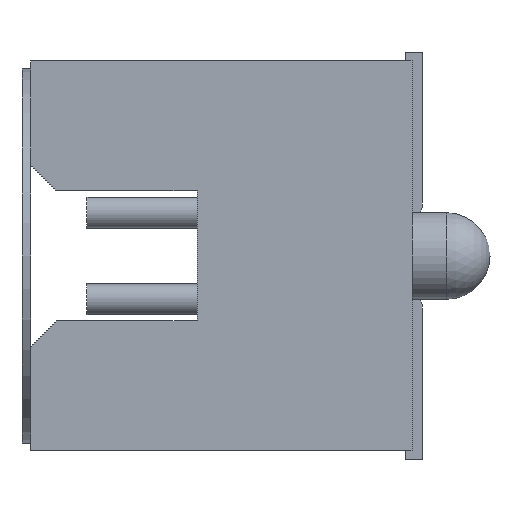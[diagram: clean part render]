
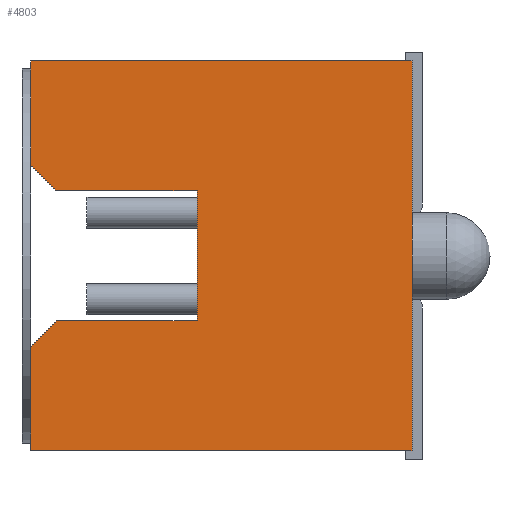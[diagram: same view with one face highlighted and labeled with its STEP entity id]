
A CAD part, left-side view. The second image highlights one B-rep face of the part: STEP entity #4803.
In plain terms, the highlighted planar face has unit normal (-1, 0, 0).
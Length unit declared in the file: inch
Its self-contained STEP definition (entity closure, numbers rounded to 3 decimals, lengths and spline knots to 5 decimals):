
#460=LINE('',#7777,#1001);
#465=LINE('',#7788,#1006);
#467=LINE('',#7792,#1008);
#478=LINE('',#7816,#1019);
#488=LINE('',#7837,#1029);
#491=LINE('',#7843,#1032);
#492=LINE('',#7844,#1033);
#493=LINE('',#7845,#1034);
#494=LINE('',#7846,#1035);
#495=LINE('',#7847,#1036);
#496=LINE('',#7849,#1037);
#1001=VECTOR('',#6403,39.37008);
#1006=VECTOR('',#6410,39.37008);
#1008=VECTOR('',#6414,39.37008);
#1019=VECTOR('',#6427,39.37008);
#1029=VECTOR('',#6439,39.37008);
#1032=VECTOR('',#6444,39.37008);
#1033=VECTOR('',#6445,39.37008);
#1034=VECTOR('',#6446,39.37008);
#1035=VECTOR('',#6447,39.37008);
#1036=VECTOR('',#6448,39.37008);
#1037=VECTOR('',#6449,39.37008);
#1283=PLANE('',#5228);
#2470=ORIENTED_EDGE('',*,*,#3250,.T.);
#2471=ORIENTED_EDGE('',*,*,#3226,.T.);
#2472=ORIENTED_EDGE('',*,*,#3251,.F.);
#2473=ORIENTED_EDGE('',*,*,#3224,.F.);
#2474=ORIENTED_EDGE('',*,*,#3252,.T.);
#2475=ORIENTED_EDGE('',*,*,#3237,.F.);
#2476=ORIENTED_EDGE('',*,*,#3253,.T.);
#2477=ORIENTED_EDGE('',*,*,#3219,.T.);
#2478=ORIENTED_EDGE('',*,*,#3254,.T.);
#2479=ORIENTED_EDGE('',*,*,#3255,.F.);
#2480=ORIENTED_EDGE('',*,*,#3247,.F.);
#3219=EDGE_CURVE('',#3717,#3715,#460,.T.);
#3224=EDGE_CURVE('',#3721,#3722,#465,.T.);
#3226=EDGE_CURVE('',#3723,#3724,#467,.T.);
#3237=EDGE_CURVE('',#3734,#3735,#478,.T.);
#3247=EDGE_CURVE('',#3744,#3745,#488,.T.);
#3250=EDGE_CURVE('',#3744,#3723,#491,.T.);
#3251=EDGE_CURVE('',#3722,#3724,#492,.T.);
#3252=EDGE_CURVE('',#3721,#3735,#493,.T.);
#3253=EDGE_CURVE('',#3734,#3717,#494,.T.);
#3254=EDGE_CURVE('',#3715,#3747,#495,.T.);
#3255=EDGE_CURVE('',#3745,#3747,#496,.T.);
#3715=VERTEX_POINT('',#7775);
#3717=VERTEX_POINT('',#7778);
#3721=VERTEX_POINT('',#7787);
#3722=VERTEX_POINT('',#7789);
#3723=VERTEX_POINT('',#7793);
#3724=VERTEX_POINT('',#7794);
#3734=VERTEX_POINT('',#7815);
#3735=VERTEX_POINT('',#7817);
#3744=VERTEX_POINT('',#7836);
#3745=VERTEX_POINT('',#7838);
#3747=VERTEX_POINT('',#7848);
#4173=EDGE_LOOP('',(#2470,#2471,#2472,#2473,#2474,#2475,#2476,#2477,#2478,
#2479,#2480));
#4477=FACE_BOUND('',#4173,.T.);
#4803=ADVANCED_FACE('',(#4477),#1283,.F.);
#5228=AXIS2_PLACEMENT_3D('',#7842,#6442,#6443);
#6403=DIRECTION('',(0.,0.,1.));
#6410=DIRECTION('',(0.,-1.,0.));
#6414=DIRECTION('',(0.,-1.,0.));
#6427=DIRECTION('',(0.,0.,1.));
#6439=DIRECTION('',(0.,0.,1.));
#6442=DIRECTION('',(1.,0.,0.));
#6443=DIRECTION('',(0.,0.,-1.));
#6444=DIRECTION('',(0.,-0.707,-0.707));
#6445=DIRECTION('',(0.,0.,1.));
#6446=DIRECTION('',(0.,0.707,-0.707));
#6447=DIRECTION('',(0.,-1.,0.));
#6448=DIRECTION('',(0.,0.,1.));
#6449=DIRECTION('',(0.,-1.,0.));
#7775=CARTESIAN_POINT('',(-0.3125,0.,0.));
#7777=CARTESIAN_POINT('',(-0.3125,0.,-0.1125));
#7778=CARTESIAN_POINT('',(-0.3125,0.,-0.1125));
#7787=CARTESIAN_POINT('',(-0.3125,0.205,-0.0375));
#7788=CARTESIAN_POINT('',(-0.3125,0.316,-0.0375));
#7789=CARTESIAN_POINT('',(-0.3125,0.124,-0.0375));
#7792=CARTESIAN_POINT('',(-0.3125,0.316,0.0375));
#7793=CARTESIAN_POINT('',(-0.3125,0.205,0.0375));
#7794=CARTESIAN_POINT('',(-0.3125,0.124,0.0375));
#7815=CARTESIAN_POINT('',(-0.3125,0.22,-0.1125));
#7816=CARTESIAN_POINT('',(-0.3125,0.22,-0.1125));
#7817=CARTESIAN_POINT('',(-0.3125,0.22,-0.0525));
#7836=CARTESIAN_POINT('',(-0.3125,0.22,0.0525));
#7837=CARTESIAN_POINT('',(-0.3125,0.22,-0.1125));
#7838=CARTESIAN_POINT('',(-0.3125,0.22,0.1125));
#7842=CARTESIAN_POINT('',(-0.3125,0.22,-0.1125));
#7843=CARTESIAN_POINT('',(-0.3125,0.22,0.0525));
#7844=CARTESIAN_POINT('',(-0.3125,0.124,-0.0375));
#7845=CARTESIAN_POINT('',(-0.3125,0.205,-0.0375));
#7846=CARTESIAN_POINT('',(-0.3125,0.22,-0.1125));
#7847=CARTESIAN_POINT('',(-0.3125,0.,-0.1125));
#7848=CARTESIAN_POINT('',(-0.3125,0.,0.1125));
#7849=CARTESIAN_POINT('',(-0.3125,0.22,0.1125));
